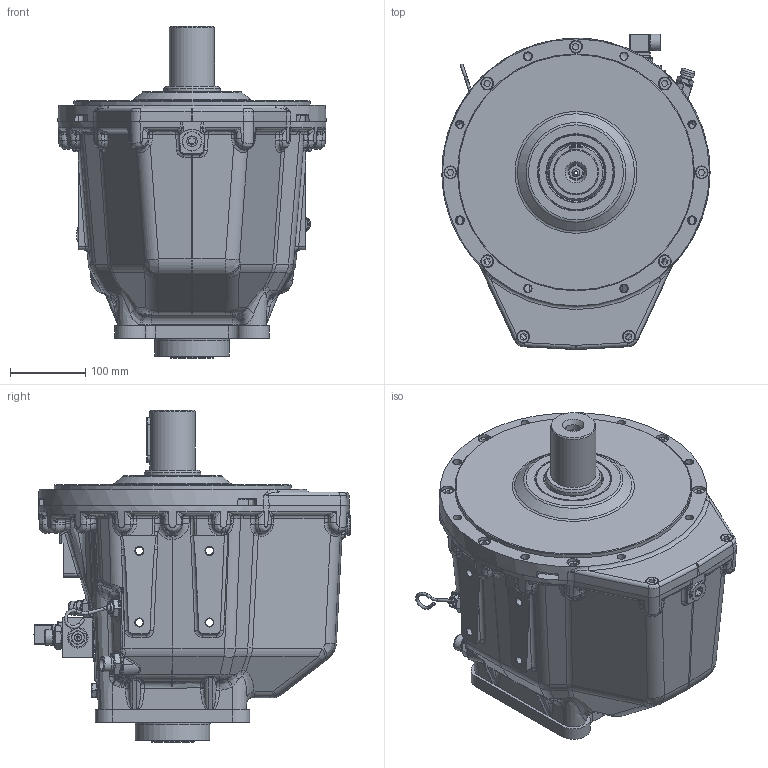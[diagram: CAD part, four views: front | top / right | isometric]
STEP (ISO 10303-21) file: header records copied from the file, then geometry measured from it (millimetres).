
FILE_DESCRIPTION (( 'STEP AP214' ), '1' );
FILE_NAME ('ITIP120ET00103.STEP', '2017-10-06T09:32:20', ( 'utente' ), ( 'Hewlett-Packard Company' ), 'SwSTEP 2.0', 'SolidWorks 2015', '' );
FILE_SCHEMA (( 'AUTOMOTIVE_DESIGN' ));
Length unit declared in the file: millimetre
Products named in the file (1): ITIP120ET00103
Bounding box: 355.96 x 419.34 x 440.4 mm (x, y, z)
Surface area: 784143.6 mm2 (no closed solid volume)
Topology: 0 solids, 98 shells, 1671 faces, 4872 edges, 3215 vertices
Faces by surface type: plane 497, bspline 480, cylinder 404, torus 116, cone 101, sphere 73
Full cylindrical faces by diameter (mm): 2 x1, 4 x3, 5 x1, 6.8 x8, 10 x4, 10.2 x8, 10.5 x1, 11 x12, 12 x2, 14.5 x1, 15 x1, 16 x2, 17 x9, 17.5 x1, 18.3 x1, 18.539 x1, 19.5 x1, 19.6 x1, 20 x2, 20.955 x2, 21 x2, 21.8 x1, 22 x5, 23 x2, 23.8 x1, 23.85 x1, 25.946 x1, 26 x3, 26.177 x4, 27 x4
Entity records: 92929 total; most frequent: CARTESIAN_POINT 35642, ORIENTED_EDGE 8056, DIRECTION 7179, EDGE_CURVE 4624, VERTEX_POINT 3175, AXIS2_PLACEMENT_3D 2801, EDGE_LOOP 2079, FACE_OUTER_BOUND 1794
